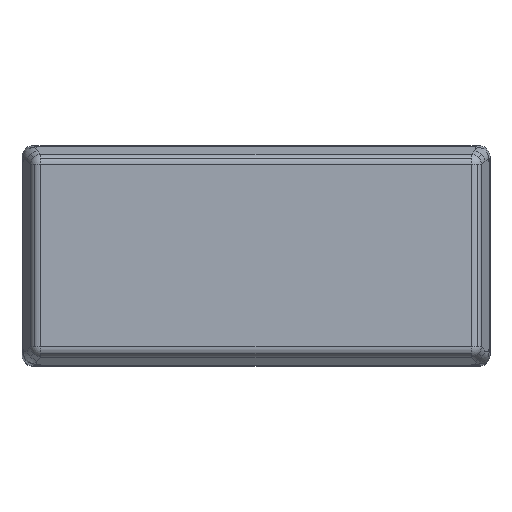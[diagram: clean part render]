
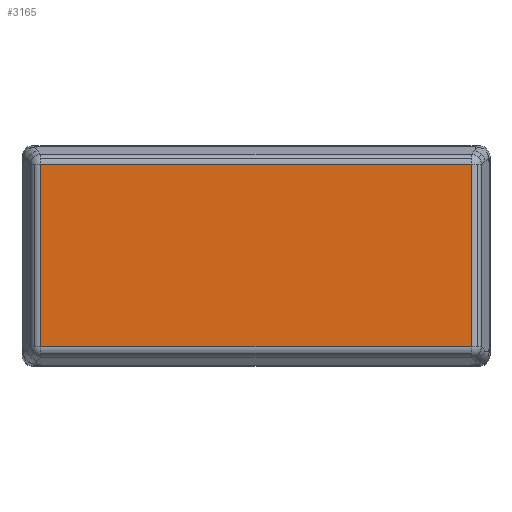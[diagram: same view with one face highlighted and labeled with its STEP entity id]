
A CAD part, top view. The second image highlights one B-rep face of the part: STEP entity #3165.
In plain terms, the highlighted planar face has unit normal (0, 0, 1).
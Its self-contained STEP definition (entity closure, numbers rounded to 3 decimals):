
#473=CARTESIAN_POINT('',(9.89,-4.19,19.38));
#474=VERTEX_POINT('',#473);
#482=CARTESIAN_POINT('',(-9.89,-4.19,19.38));
#483=VERTEX_POINT('',#482);
#484=CARTESIAN_POINT('',(9.89,-4.19,19.38));
#485=DIRECTION('',(-1.0,0.0,0.0));
#486=VECTOR('',#485,19.779);
#487=LINE('',#484,#486);
#488=EDGE_CURVE('',#474,#483,#487,.T.);
#723=CARTESIAN_POINT('',(9.89,4.19,19.38));
#724=VERTEX_POINT('',#723);
#732=CARTESIAN_POINT('',(9.89,4.19,19.38));
#733=DIRECTION('',(0.0,-1.0,0.0));
#734=VECTOR('',#733,8.379);
#735=LINE('',#732,#734);
#736=EDGE_CURVE('',#724,#474,#735,.T.);
#770=CARTESIAN_POINT('',(-9.89,4.19,19.38));
#771=VERTEX_POINT('',#770);
#772=CARTESIAN_POINT('',(-9.89,-4.19,19.38));
#773=DIRECTION('',(0.0,1.0,0.0));
#774=VECTOR('',#773,8.379);
#775=LINE('',#772,#774);
#776=EDGE_CURVE('',#483,#771,#775,.T.);
#852=CARTESIAN_POINT('',(-9.89,4.19,19.38));
#853=DIRECTION('',(1.0,0.0,0.0));
#854=VECTOR('',#853,19.779);
#855=LINE('',#852,#854);
#856=EDGE_CURVE('',#771,#724,#855,.T.);
#3154=CARTESIAN_POINT('',(0.0,0.,19.38));
#3155=DIRECTION('',(0.0,0.0,1.0));
#3156=DIRECTION('',(1.0,0.0,0.0));
#3157=AXIS2_PLACEMENT_3D('',#3154,#3155,#3156);
#3158=PLANE('',#3157);
#3159=ORIENTED_EDGE('',*,*,#856,.F.);
#3160=ORIENTED_EDGE('',*,*,#776,.F.);
#3161=ORIENTED_EDGE('',*,*,#488,.F.);
#3162=ORIENTED_EDGE('',*,*,#736,.F.);
#3163=EDGE_LOOP('',(#3159,#3160,#3161,#3162));
#3164=FACE_OUTER_BOUND('',#3163,.T.);
#3165=ADVANCED_FACE('',(#3164),#3158,.T.);
